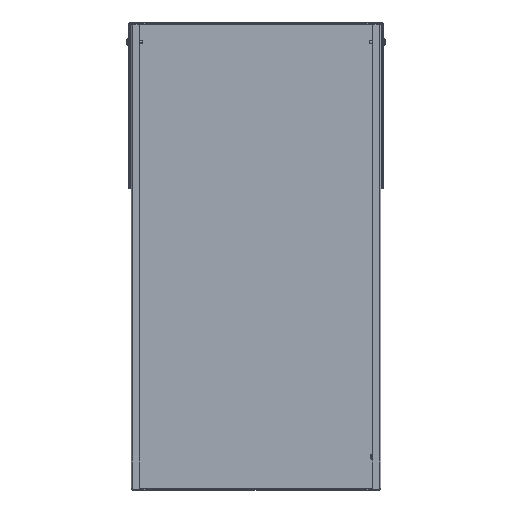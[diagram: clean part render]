
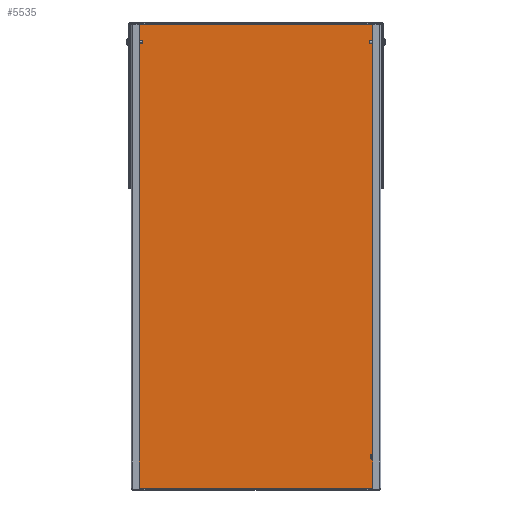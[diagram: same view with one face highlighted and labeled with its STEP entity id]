
A CAD part, top view. The second image highlights one B-rep face of the part: STEP entity #5535.
In plain terms, the highlighted planar face has unit normal (0, 0, 1).
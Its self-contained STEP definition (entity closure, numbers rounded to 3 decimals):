
#64 = ORIENTED_EDGE ( 'NONE', *, *, #1159, .F. ) ;
#273 = VECTOR ( 'NONE', #4335, 1000. ) ;
#364 = DIRECTION ( 'NONE',  ( 0., 1., 0. ) ) ;
#407 = CARTESIAN_POINT ( 'NONE',  ( 298.3, 1.7, 0. ) ) ;
#522 = LINE ( 'NONE', #1261, #273 ) ;
#530 = DIRECTION ( 'NONE',  ( -1., 0., 0. ) ) ;
#780 = ORIENTED_EDGE ( 'NONE', *, *, #5186, .F. ) ;
#973 = CARTESIAN_POINT ( 'NONE',  ( 1.7, 558.3, 0. ) ) ;
#1159 = EDGE_CURVE ( 'NONE', #3880, #4862, #522, .T. ) ;
#1165 = LINE ( 'NONE', #973, #5767 ) ;
#1261 = CARTESIAN_POINT ( 'NONE',  ( 298.3, 560., 0. ) ) ;
#1529 = VECTOR ( 'NONE', #364, 1000. ) ;
#2066 = EDGE_CURVE ( 'NONE', #4862, #2070, #6028, .T. ) ;
#2070 = VERTEX_POINT ( 'NONE', #2983 ) ;
#2331 = ORIENTED_EDGE ( 'NONE', *, *, #7649, .F. ) ;
#2419 = DIRECTION ( 'NONE',  ( 0., 0., -1. ) ) ;
#2968 = ORIENTED_EDGE ( 'NONE', *, *, #2066, .F. ) ;
#2983 = CARTESIAN_POINT ( 'NONE',  ( 1.7, 1.7, 0. ) ) ;
#3218 = VERTEX_POINT ( 'NONE', #5756 ) ;
#3658 = PLANE ( 'NONE',  #6157 ) ;
#3880 = VERTEX_POINT ( 'NONE', #5183 ) ;
#3882 = DIRECTION ( 'NONE',  ( -1., 0., 0. ) ) ;
#4335 = DIRECTION ( 'NONE',  ( 0., -1., 0. ) ) ;
#4859 = EDGE_LOOP ( 'NONE', ( #2968, #64, #780, #2331 ) ) ;
#4862 = VERTEX_POINT ( 'NONE', #7305 ) ;
#5183 = CARTESIAN_POINT ( 'NONE',  ( 298.3, 558.3, 0. ) ) ;
#5186 = EDGE_CURVE ( 'NONE', #3218, #3880, #1165, .T. ) ;
#5400 = DIRECTION ( 'NONE',  ( 1., 0., 0. ) ) ;
#5406 = CARTESIAN_POINT ( 'NONE',  ( 1.7, 0., 0. ) ) ;
#5535 = ADVANCED_FACE ( 'NONE', ( #6777 ), #3658, .F. ) ;
#5756 = CARTESIAN_POINT ( 'NONE',  ( 1.7, 558.3, 0. ) ) ;
#5767 = VECTOR ( 'NONE', #5400, 1000. ) ;
#6028 = LINE ( 'NONE', #407, #6258 ) ;
#6157 = AXIS2_PLACEMENT_3D ( 'NONE', #6159, #2419, #3882 ) ;
#6159 = CARTESIAN_POINT ( 'NONE',  ( 0., 0., 0. ) ) ;
#6258 = VECTOR ( 'NONE', #530, 1000. ) ;
#6685 = LINE ( 'NONE', #5406, #1529 ) ;
#6777 = FACE_OUTER_BOUND ( 'NONE', #4859, .T. ) ;
#7305 = CARTESIAN_POINT ( 'NONE',  ( 298.3, 1.7, 0. ) ) ;
#7649 = EDGE_CURVE ( 'NONE', #2070, #3218, #6685, .T. ) ;
